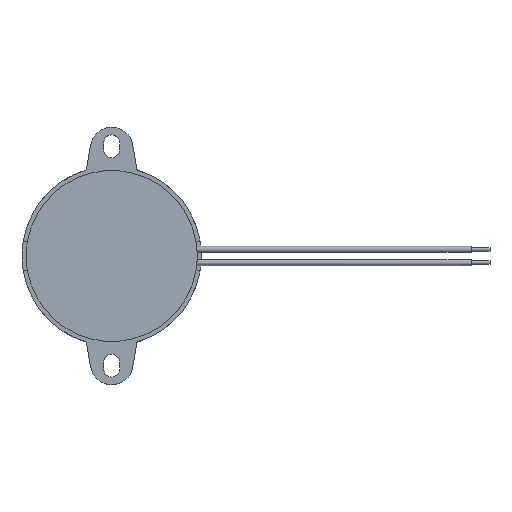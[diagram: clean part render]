
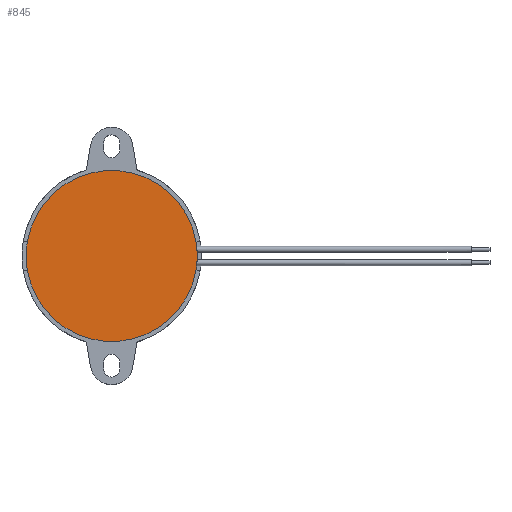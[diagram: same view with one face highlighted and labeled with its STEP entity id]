
A CAD part, top view. The second image highlights one B-rep face of the part: STEP entity #845.
In plain terms, the highlighted planar face has unit normal (0, 0, 1).
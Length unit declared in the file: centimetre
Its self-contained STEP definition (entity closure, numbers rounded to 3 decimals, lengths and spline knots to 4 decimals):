
#200=PLANE('',#926);
#211=VERTEX_POINT('',#1226);
#212=VERTEX_POINT('',#1227);
#222=VERTEX_POINT('',#1255);
#236=VERTEX_POINT('',#1283);
#289=CIRCLE('',#865,1.13);
#326=EDGE_CURVE('',#211,#212,#289,.T.);
#341=EDGE_CURVE('',#212,#222,#289,.T.);
#356=EDGE_CURVE('',#222,#236,#289,.T.);
#431=EDGE_CURVE('',#236,#211,#289,.T.);
#660=ORIENTED_EDGE('',*,*,#431,.T.);
#661=ORIENTED_EDGE('',*,*,#326,.T.);
#662=ORIENTED_EDGE('',*,*,#341,.T.);
#663=ORIENTED_EDGE('',*,*,#356,.T.);
#729=EDGE_LOOP('',(#660,#661,#662,#663));
#795=FACE_BOUND('',#729,.T.);
#845=ADVANCED_FACE('',(#795),#200,.T.);
#865=AXIS2_PLACEMENT_3D('',#1225,#960,#961);
#926=AXIS2_PLACEMENT_3D('',#1424,#1127,$);
#960=DIRECTION('',(0.,0.,1.));
#961=DIRECTION('',(1.13,0.,0.));
#1127=DIRECTION('',(0.,0.,1.));
#1225=CARTESIAN_POINT('',(0.,0.,0.49));
#1226=CARTESIAN_POINT('',(1.1143,-0.1875,0.49));
#1227=CARTESIAN_POINT('',(1.1143,0.1875,0.49));
#1255=CARTESIAN_POINT('',(-1.1143,0.1875,0.49));
#1283=CARTESIAN_POINT('',(-1.1143,-0.1875,0.49));
#1424=CARTESIAN_POINT('',(0.,0.,0.49));
